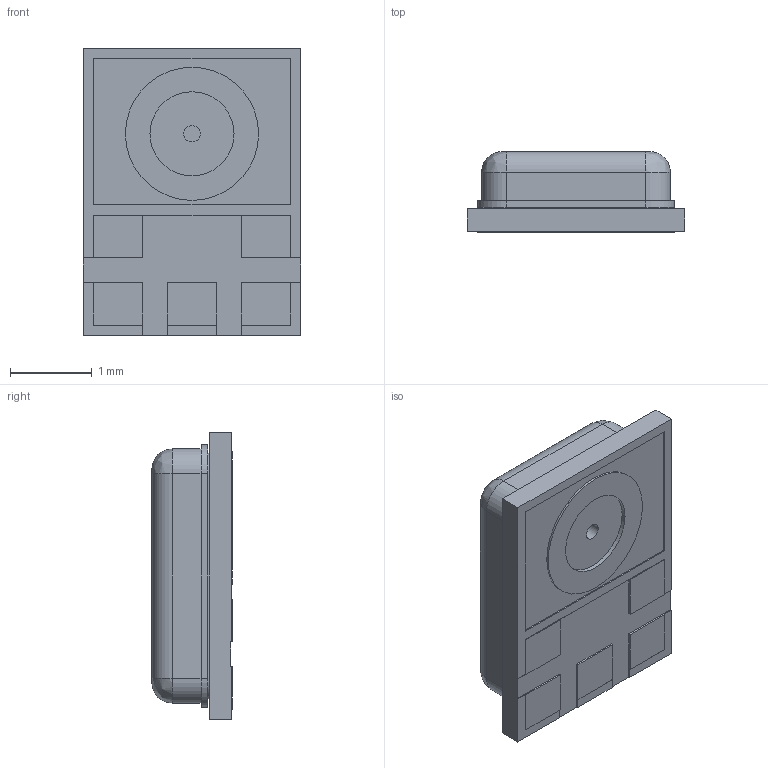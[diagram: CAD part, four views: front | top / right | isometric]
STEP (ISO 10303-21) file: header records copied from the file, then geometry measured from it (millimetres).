
FILE_DESCRIPTION((''),'2;1');
FILE_NAME('SPH0645LM4H-B','2020-06-17T17:41:05',('Ervin'),(''),'CREO PARAMETRIC BY PTC INC, 2019224','CREO PARAMETRIC BY PTC INC, 2019224','');
FILE_SCHEMA(('CONFIG_CONTROL_DESIGN'));
Length unit declared in the file: millimetre
Products named in the file (1): SPH0645LM4H-B
Bounding box: 2.65 x 0.98 x 3.5 mm (x, y, z)
Volume: 7.3 mm3; surface area: 30.7 mm2
Topology: 1 solids, 1 shells, 93 faces, 236 edges, 154 vertices
Faces by surface type: plane 65, cylinder 24, bspline 4
Entity records: 2864 total; most frequent: CARTESIAN_POINT 543, ORIENTED_EDGE 472, DIRECTION 466, EDGE_CURVE 236, VECTOR 184, LINE 184, VERTEX_POINT 154, AXIS2_PLACEMENT_3D 141
